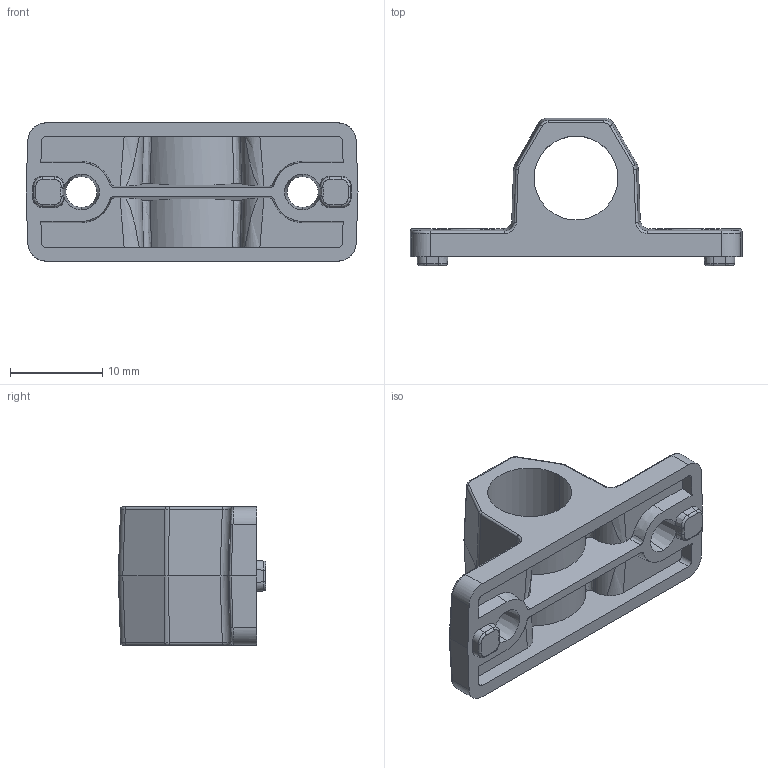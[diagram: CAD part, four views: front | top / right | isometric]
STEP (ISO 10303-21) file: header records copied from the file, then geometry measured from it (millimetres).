
FILE_DESCRIPTION (( 'STEP AP203' ), '1' );
FILE_NAME ('REV-41-1317_Default.step', '2016-09-04T21:38:20', ( '' ), ( '' ), 'SwSTEP 2.0', 'SolidWorks 2015', '' );
FILE_SCHEMA (( 'CONFIG_CONTROL_DESIGN' ));
Length unit declared in the file: inch
Products named in the file (1): REV-41-1317_Default
Bounding box: 36 x 16 x 15 mm (x, y, z)
Volume: 2054.8 mm3; surface area: 2577 mm2
Topology: 1 solids, 1 shells, 163 faces, 405 edges, 246 vertices
Faces by surface type: cylinder 62, plane 51, bspline 42, cone 8
Entity records: 6429 total; most frequent: CARTESIAN_POINT 2982, ORIENTED_EDGE 810, DIRECTION 515, EDGE_CURVE 405, VERTEX_POINT 246, VECTOR 183, LINE 183, EDGE_LOOP 171
